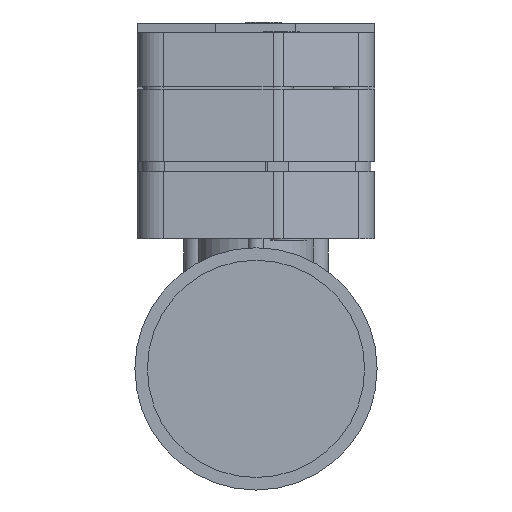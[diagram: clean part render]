
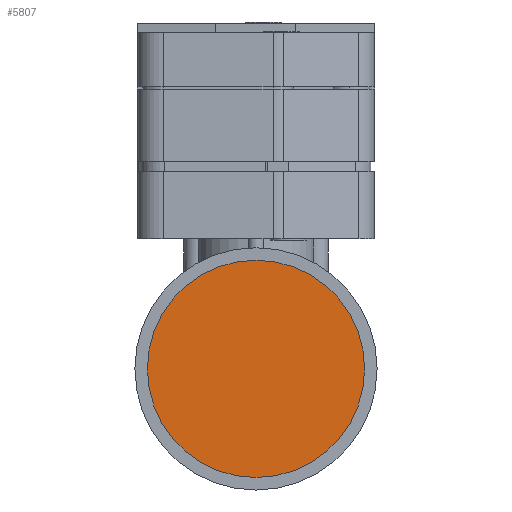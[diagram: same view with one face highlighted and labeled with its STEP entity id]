
A CAD part, left-side view. The second image highlights one B-rep face of the part: STEP entity #5807.
In plain terms, the highlighted planar face has unit normal (-1, 0, 0).
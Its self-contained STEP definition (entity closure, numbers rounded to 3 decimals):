
#899 = AXIS2_PLACEMENT_3D ( 'NONE', #9730, #31599, #23909 ) ;
#2789 = EDGE_CURVE ( 'NONE', #23724, #7713, #18990, .T. ) ;
#4162 = FACE_OUTER_BOUND ( 'NONE', #13813, .T. ) ;
#4322 = PLANE ( 'NONE',  #899 ) ;
#5807 = ADVANCED_FACE ( 'NONE', ( #4162 ), #4322, .F. ) ;
#7713 = VERTEX_POINT ( 'NONE', #29768 ) ;
#7892 = CARTESIAN_POINT ( 'NONE',  ( -68., 21.075, -1.75 ) ) ;
#9730 = CARTESIAN_POINT ( 'NONE',  ( -68., 0., 19.325 ) ) ;
#11720 = ORIENTED_EDGE ( 'NONE', *, *, #2789, .T. ) ;
#12498 = DIRECTION ( 'NONE',  ( -1., 0., 0. ) ) ;
#12906 = CIRCLE ( 'NONE', #13423, 21.075 ) ;
#13423 = AXIS2_PLACEMENT_3D ( 'NONE', #16698, #24215, #27015 ) ;
#13813 = EDGE_LOOP ( 'NONE', ( #11720, #15326 ) ) ;
#14309 = AXIS2_PLACEMENT_3D ( 'NONE', #17571, #12498, #14797 ) ;
#14797 = DIRECTION ( 'NONE',  ( 0., 1., 0. ) ) ;
#15326 = ORIENTED_EDGE ( 'NONE', *, *, #23599, .T. ) ;
#16698 = CARTESIAN_POINT ( 'NONE',  ( -68., 0., -1.75 ) ) ;
#17571 = CARTESIAN_POINT ( 'NONE',  ( -68., 0., -1.75 ) ) ;
#18990 = CIRCLE ( 'NONE', #14309, 21.075 ) ;
#23599 = EDGE_CURVE ( 'NONE', #7713, #23724, #12906, .T. ) ;
#23724 = VERTEX_POINT ( 'NONE', #7892 ) ;
#23909 = DIRECTION ( 'NONE',  ( 0., 1., 0. ) ) ;
#24215 = DIRECTION ( 'NONE',  ( -1., 0., 0. ) ) ;
#27015 = DIRECTION ( 'NONE',  ( 0., -1., 0. ) ) ;
#29768 = CARTESIAN_POINT ( 'NONE',  ( -68., -21.075, -1.75 ) ) ;
#31599 = DIRECTION ( 'NONE',  ( 1., 0., 0. ) ) ;
